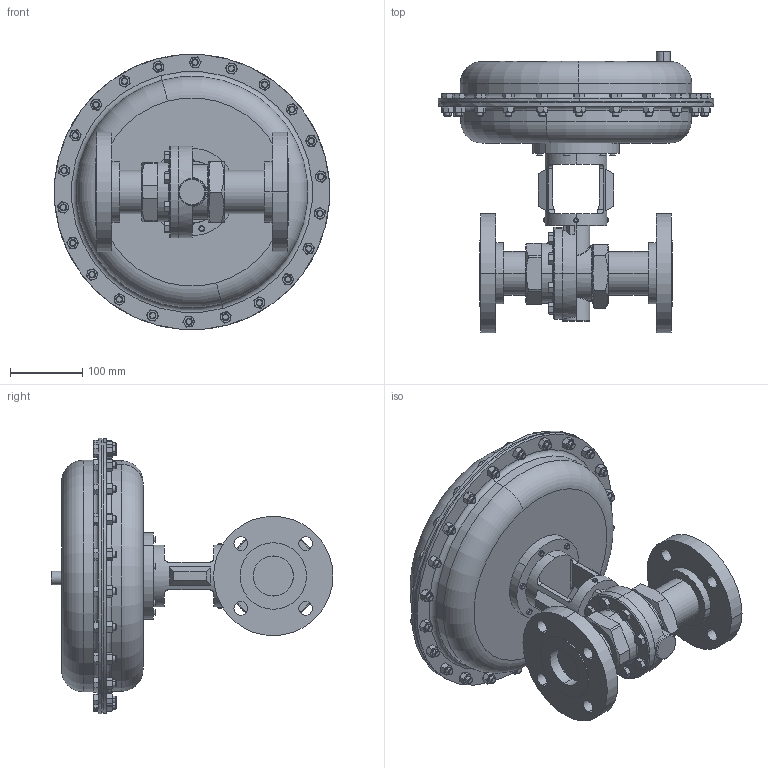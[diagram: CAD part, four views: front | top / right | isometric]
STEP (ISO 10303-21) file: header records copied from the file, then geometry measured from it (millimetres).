
FILE_DESCRIPTION (( 'STEP AP203' ), '1' );
FILE_NAME ('70-200-DI+BR-F3-85M.STEP', '2017-08-31T19:37:38', ( '' ), ( '' ), 'SwSTEP 2.0', 'SolidWorks 2014', '' );
FILE_SCHEMA (( 'CONFIG_CONTROL_DESIGN' ));
Length unit declared in the file: inch
Products named in the file (1): 70-200-DI+BR-F3-85M
Bounding box: 380.96 x 389.93 x 380.89 mm (x, y, z)
Volume: 11647734 mm3; surface area: 564753.4 mm2
Topology: 1 solids, 1 shells, 1272 faces, 2925 edges, 1767 vertices
Faces by surface type: cone 525, plane 521, cylinder 157, bspline 51, torus 18
Entity records: 51963 total; most frequent: CARTESIAN_POINT 24897, ORIENTED_EDGE 5850, DIRECTION 5151, EDGE_CURVE 2925, AXIS2_PLACEMENT_3D 2093, VERTEX_POINT 1767, EDGE_LOOP 1402, FACE_OUTER_BOUND 1272
